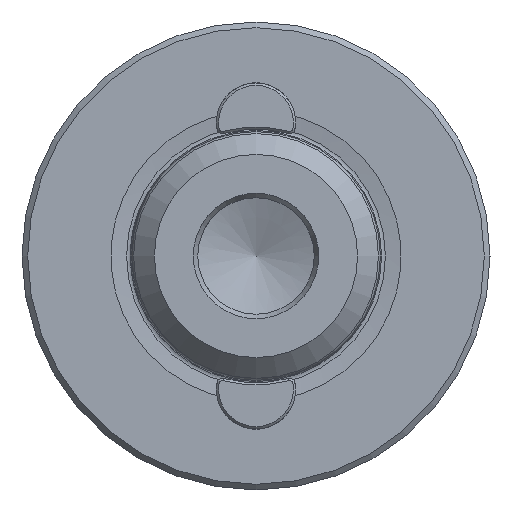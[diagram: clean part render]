
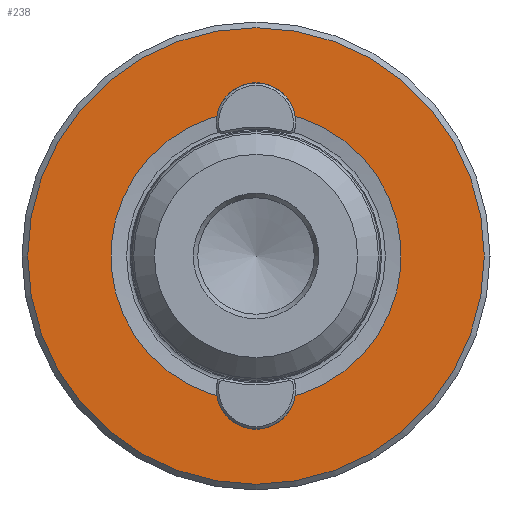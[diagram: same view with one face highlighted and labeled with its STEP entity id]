
A CAD part, left-side view. The second image highlights one B-rep face of the part: STEP entity #238.
In plain terms, the highlighted planar face has unit normal (-1, 0, 0).
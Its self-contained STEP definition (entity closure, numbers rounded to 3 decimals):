
#15 = EDGE_CURVE ( 'NONE', #70, #1162, #501, .T. ) ;
#22 = DIRECTION ( 'NONE',  ( 0., 0., 1. ) ) ;
#33 = DIRECTION ( 'NONE',  ( 0., 0., 1. ) ) ;
#43 = AXIS2_PLACEMENT_3D ( 'NONE', #1340, #707, #814 ) ;
#68 = ORIENTED_EDGE ( 'NONE', *, *, #15, .F. ) ;
#70 = VERTEX_POINT ( 'NONE', #284 ) ;
#132 = FACE_OUTER_BOUND ( 'NONE', #797, .T. ) ;
#159 = CARTESIAN_POINT ( 'NONE',  ( 0., 0., -13.2 ) ) ;
#171 = AXIS2_PLACEMENT_3D ( 'NONE', #671, #337, #22 ) ;
#181 = DIRECTION ( 'NONE',  ( 0., 0., 1. ) ) ;
#205 = ORIENTED_EDGE ( 'NONE', *, *, #604, .F. ) ;
#224 = VERTEX_POINT ( 'NONE', #530 ) ;
#228 = VERTEX_POINT ( 'NONE', #246 ) ;
#238 = ADVANCED_FACE ( 'NONE', ( #1103, #132 ), #727, .F. ) ;
#246 = CARTESIAN_POINT ( 'NONE',  ( 0., 0., 20. ) ) ;
#248 = CARTESIAN_POINT ( 'NONE',  ( 0., 0., 0. ) ) ;
#278 = DIRECTION ( 'NONE',  ( 0., 0., 1. ) ) ;
#284 = CARTESIAN_POINT ( 'NONE',  ( 0., -1.899, -12.572 ) ) ;
#297 = DIRECTION ( 'NONE',  ( 1., 0., 0. ) ) ;
#337 = DIRECTION ( 'NONE',  ( -1., 0., 0. ) ) ;
#412 = AXIS2_PLACEMENT_3D ( 'NONE', #248, #886, #33 ) ;
#419 = CARTESIAN_POINT ( 'NONE',  ( 0., 0., 0. ) ) ;
#429 = ORIENTED_EDGE ( 'NONE', *, *, #1229, .T. ) ;
#472 = EDGE_LOOP ( 'NONE', ( #781, #205, #68, #1164 ) ) ;
#501 = CIRCLE ( 'NONE', #43, 12.715 ) ;
#530 = CARTESIAN_POINT ( 'NONE',  ( 0., 1.899, 12.572 ) ) ;
#604 = EDGE_CURVE ( 'NONE', #1162, #224, #669, .T. ) ;
#669 = CIRCLE ( 'NONE', #171, 2. ) ;
#671 = CARTESIAN_POINT ( 'NONE',  ( 0., 0., 13.2 ) ) ;
#707 = DIRECTION ( 'NONE',  ( -1., 0., 0. ) ) ;
#727 = PLANE ( 'NONE',  #1119 ) ;
#781 = ORIENTED_EDGE ( 'NONE', *, *, #841, .F. ) ;
#797 = EDGE_LOOP ( 'NONE', ( #429 ) ) ;
#802 = CIRCLE ( 'NONE', #412, 12.715 ) ;
#814 = DIRECTION ( 'NONE',  ( 0., 0., 1. ) ) ;
#841 = EDGE_CURVE ( 'NONE', #224, #881, #802, .T. ) ;
#881 = VERTEX_POINT ( 'NONE', #1197 ) ;
#886 = DIRECTION ( 'NONE',  ( -1., 0., 0. ) ) ;
#908 = DIRECTION ( 'NONE',  ( -1., 0., 0. ) ) ;
#968 = EDGE_CURVE ( 'NONE', #881, #70, #1071, .T. ) ;
#1012 = DIRECTION ( 'NONE',  ( -1., 0., 0. ) ) ;
#1040 = AXIS2_PLACEMENT_3D ( 'NONE', #159, #1012, #278 ) ;
#1071 = CIRCLE ( 'NONE', #1040, 2. ) ;
#1103 = FACE_BOUND ( 'NONE', #472, .T. ) ;
#1119 = AXIS2_PLACEMENT_3D ( 'NONE', #1260, #297, #1361 ) ;
#1162 = VERTEX_POINT ( 'NONE', #1243 ) ;
#1164 = ORIENTED_EDGE ( 'NONE', *, *, #968, .F. ) ;
#1168 = CIRCLE ( 'NONE', #1223, 20. ) ;
#1197 = CARTESIAN_POINT ( 'NONE',  ( 0., 1.899, -12.572 ) ) ;
#1223 = AXIS2_PLACEMENT_3D ( 'NONE', #419, #908, #181 ) ;
#1229 = EDGE_CURVE ( 'NONE', #228, #228, #1168, .T. ) ;
#1243 = CARTESIAN_POINT ( 'NONE',  ( 0., -1.899, 12.572 ) ) ;
#1260 = CARTESIAN_POINT ( 'NONE',  ( 0., 12.715, 0. ) ) ;
#1340 = CARTESIAN_POINT ( 'NONE',  ( 0., 0., 0. ) ) ;
#1361 = DIRECTION ( 'NONE',  ( 0., 0., -1. ) ) ;
